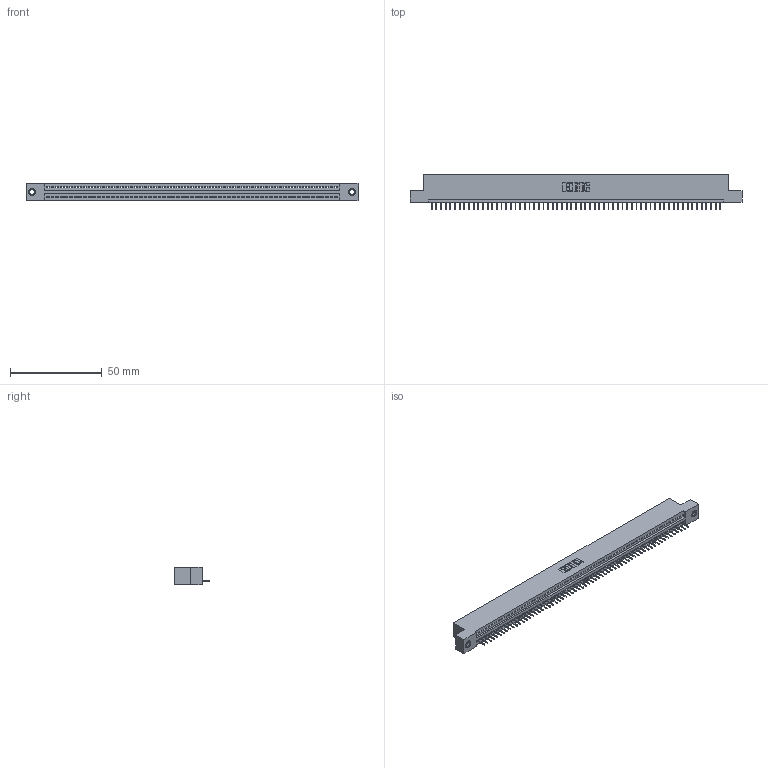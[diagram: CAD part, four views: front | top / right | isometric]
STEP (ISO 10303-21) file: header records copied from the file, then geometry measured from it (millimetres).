
FILE_DESCRIPTION (( 'STEP AP203' ), '1' );
FILE_NAME ('395-063-524-107.STEP', '2019-10-24T21:26:44', ( '' ), ( '' ), 'SwSTEP 2.0', 'SolidWorks 2016', '' );
FILE_SCHEMA (( 'CONFIG_CONTROL_DESIGN' ));
Length unit declared in the file: inch
Products named in the file (4): 345-250-001_345-250-005-103; 345-292-001_345-293-124; 345 Part_Flush Mounting Lugs - 0.156 Dia-TI; 395-063-524-107
Assembly tree (66 placements, depth 2):
  395-063-524-107
    345 Part_Flush Mounting Lugs - 0.156 Dia-TI
    345-292-001_345-293-124  x63
    345-250-001_345-250-005-103  x2
Bounding box: 181.23 x 19.35 x 9.4 mm (x, y, z)
Volume: 17123 mm3; surface area: 22277.1 mm2
Topology: 66 solids, 66 shells, 4092 faces, 11817 edges, 7618 vertices
Faces by surface type: plane 3010, cylinder 1066, cone 12, torus 4
Entity records: 45848 total; most frequent: CARTESIAN_POINT 7920, ORIENTED_EDGE 7910, DIRECTION 6915, EDGE_CURVE 3955, VECTOR 3555, LINE 3555, VERTEX_POINT 2628, AXIS2_PLACEMENT_3D 1680
